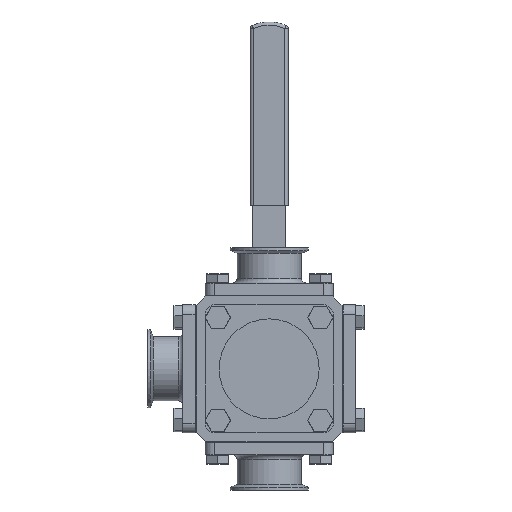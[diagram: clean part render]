
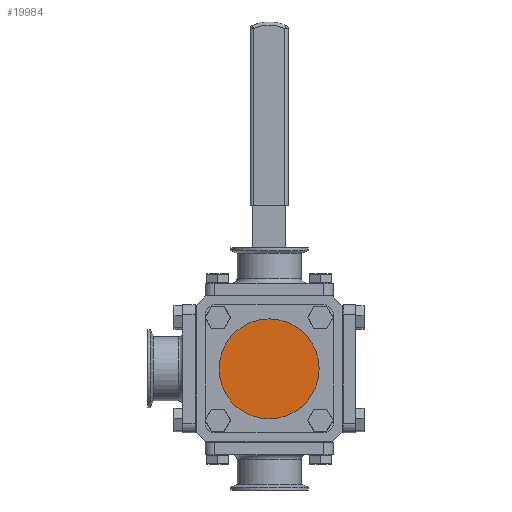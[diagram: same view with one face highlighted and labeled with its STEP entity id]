
A CAD part, front view. The second image highlights one B-rep face of the part: STEP entity #19984.
In plain terms, the highlighted planar face has unit normal (0, -1, 0).
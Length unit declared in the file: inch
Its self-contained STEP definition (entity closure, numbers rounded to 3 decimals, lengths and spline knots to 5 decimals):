
#3569 = CIRCLE ( 'NONE', #28474, 1.95 ) ;
#3773 = DIRECTION ( 'NONE',  ( 0., -1., 0. ) ) ;
#4087 = DIRECTION ( 'NONE',  ( 0., 0., -1. ) ) ;
#5843 = PLANE ( 'NONE',  #19245 ) ;
#6136 = CARTESIAN_POINT ( 'NONE',  ( 0., -2.943, 0. ) ) ;
#7025 = DIRECTION ( 'NONE',  ( 0., -1., 0. ) ) ;
#8416 = CARTESIAN_POINT ( 'NONE',  ( 0., -2.943, 1.95 ) ) ;
#8430 = DIRECTION ( 'NONE',  ( 0., 0., -1. ) ) ;
#10112 = VERTEX_POINT ( 'NONE', #10894 ) ;
#10894 = CARTESIAN_POINT ( 'NONE',  ( 0., -2.943, -1.95 ) ) ;
#11930 = EDGE_CURVE ( 'NONE', #26719, #10112, #3569, .T. ) ;
#12505 = AXIS2_PLACEMENT_3D ( 'NONE', #20350, #7025, #27767 ) ;
#16955 = FACE_OUTER_BOUND ( 'NONE', #17482, .T. ) ;
#17482 = EDGE_LOOP ( 'NONE', ( #26642, #17755 ) ) ;
#17755 = ORIENTED_EDGE ( 'NONE', *, *, #11930, .T. ) ;
#19245 = AXIS2_PLACEMENT_3D ( 'NONE', #6136, #19749, #4087 ) ;
#19713 = CARTESIAN_POINT ( 'NONE',  ( 0., -2.943, 0. ) ) ;
#19749 = DIRECTION ( 'NONE',  ( 0., -1., 0. ) ) ;
#19984 = ADVANCED_FACE ( 'NONE', ( #16955 ), #5843, .T. ) ;
#20350 = CARTESIAN_POINT ( 'NONE',  ( 0., -2.943, 0. ) ) ;
#26187 = CIRCLE ( 'NONE', #12505, 1.95 ) ;
#26642 = ORIENTED_EDGE ( 'NONE', *, *, #28039, .T. ) ;
#26719 = VERTEX_POINT ( 'NONE', #8416 ) ;
#27767 = DIRECTION ( 'NONE',  ( 0., 0., -1. ) ) ;
#28039 = EDGE_CURVE ( 'NONE', #10112, #26719, #26187, .T. ) ;
#28474 = AXIS2_PLACEMENT_3D ( 'NONE', #19713, #3773, #8430 ) ;
